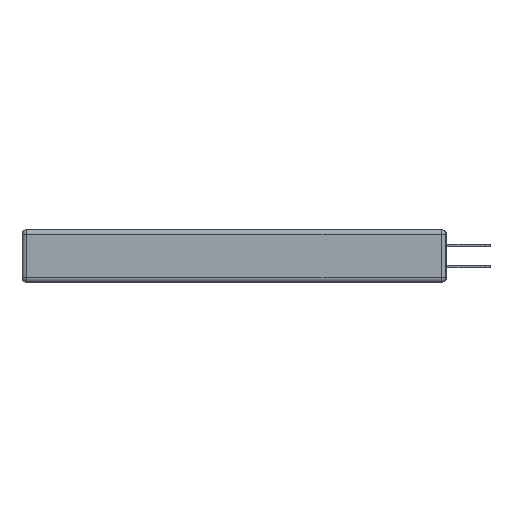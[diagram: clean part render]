
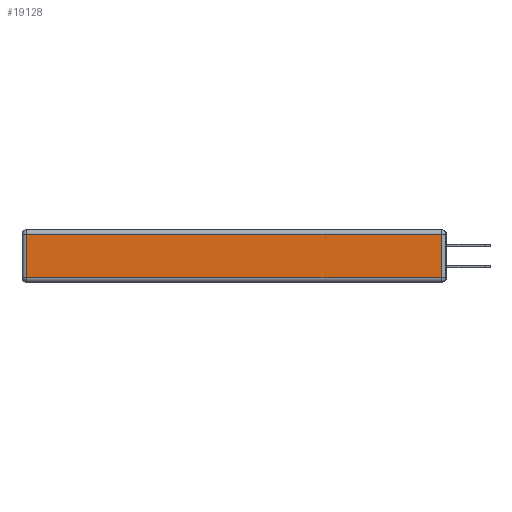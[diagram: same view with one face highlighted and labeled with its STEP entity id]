
A CAD part, left-side view. The second image highlights one B-rep face of the part: STEP entity #19128.
In plain terms, the highlighted planar face has unit normal (-1, 0, 0).
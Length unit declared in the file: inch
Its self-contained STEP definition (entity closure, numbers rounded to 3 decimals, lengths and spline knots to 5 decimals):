
#156 = CARTESIAN_POINT ( 'NONE',  ( 0., 0.03, -0.03 ) ) ;
#849 = DIRECTION ( 'NONE',  ( -1., 0., 0. ) ) ;
#915 = PLANE ( 'NONE',  #16291 ) ;
#1130 = DIRECTION ( 'NONE',  ( 0., -1., 0. ) ) ;
#1467 = LINE ( 'NONE', #8919, #4328 ) ;
#2751 = CARTESIAN_POINT ( 'NONE',  ( 0., 0.03, -0.313 ) ) ;
#2835 = DIRECTION ( 'NONE',  ( 0., 0., 1. ) ) ;
#3075 = EDGE_CURVE ( 'NONE', #5279, #10194, #10841, .T. ) ;
#3734 = VECTOR ( 'NONE', #14996, 39.37008 ) ;
#4031 = ORIENTED_EDGE ( 'NONE', *, *, #17732, .T. ) ;
#4328 = VECTOR ( 'NONE', #19326, 39.37008 ) ;
#5279 = VERTEX_POINT ( 'NONE', #6662 ) ;
#5601 = VECTOR ( 'NONE', #2835, 39.37008 ) ;
#5937 = CARTESIAN_POINT ( 'NONE',  ( 0., 2.72, -0.03 ) ) ;
#6662 = CARTESIAN_POINT ( 'NONE',  ( 0., 2.72, -0.313 ) ) ;
#7364 = ORIENTED_EDGE ( 'NONE', *, *, #3075, .T. ) ;
#7408 = ORIENTED_EDGE ( 'NONE', *, *, #16522, .T. ) ;
#7597 = CARTESIAN_POINT ( 'NONE',  ( 0., 2.75, -0.03 ) ) ;
#8919 = CARTESIAN_POINT ( 'NONE',  ( 0., 2.72, -0.343 ) ) ;
#10194 = VERTEX_POINT ( 'NONE', #2751 ) ;
#10841 = LINE ( 'NONE', #18984, #13880 ) ;
#11003 = LINE ( 'NONE', #13265, #5601 ) ;
#11075 = FACE_OUTER_BOUND ( 'NONE', #13141, .T. ) ;
#11537 = DIRECTION ( 'NONE',  ( 0., 0., 1. ) ) ;
#12986 = CARTESIAN_POINT ( 'NONE',  ( 0., 0., -0.343 ) ) ;
#13141 = EDGE_LOOP ( 'NONE', ( #7364, #4031, #7408, #17833 ) ) ;
#13265 = CARTESIAN_POINT ( 'NONE',  ( 0., 0.03, -0.343 ) ) ;
#13600 = EDGE_CURVE ( 'NONE', #17554, #5279, #1467, .T. ) ;
#13880 = VECTOR ( 'NONE', #1130, 39.37008 ) ;
#14505 = VERTEX_POINT ( 'NONE', #156 ) ;
#14996 = DIRECTION ( 'NONE',  ( 0., 1., 0. ) ) ;
#16291 = AXIS2_PLACEMENT_3D ( 'NONE', #12986, #849, #11537 ) ;
#16522 = EDGE_CURVE ( 'NONE', #14505, #17554, #18084, .T. ) ;
#17554 = VERTEX_POINT ( 'NONE', #5937 ) ;
#17732 = EDGE_CURVE ( 'NONE', #10194, #14505, #11003, .T. ) ;
#17833 = ORIENTED_EDGE ( 'NONE', *, *, #13600, .T. ) ;
#18084 = LINE ( 'NONE', #7597, #3734 ) ;
#18984 = CARTESIAN_POINT ( 'NONE',  ( 0., 0., -0.313 ) ) ;
#19128 = ADVANCED_FACE ( 'NONE', ( #11075 ), #915, .T. ) ;
#19326 = DIRECTION ( 'NONE',  ( 0., 0., -1. ) ) ;
